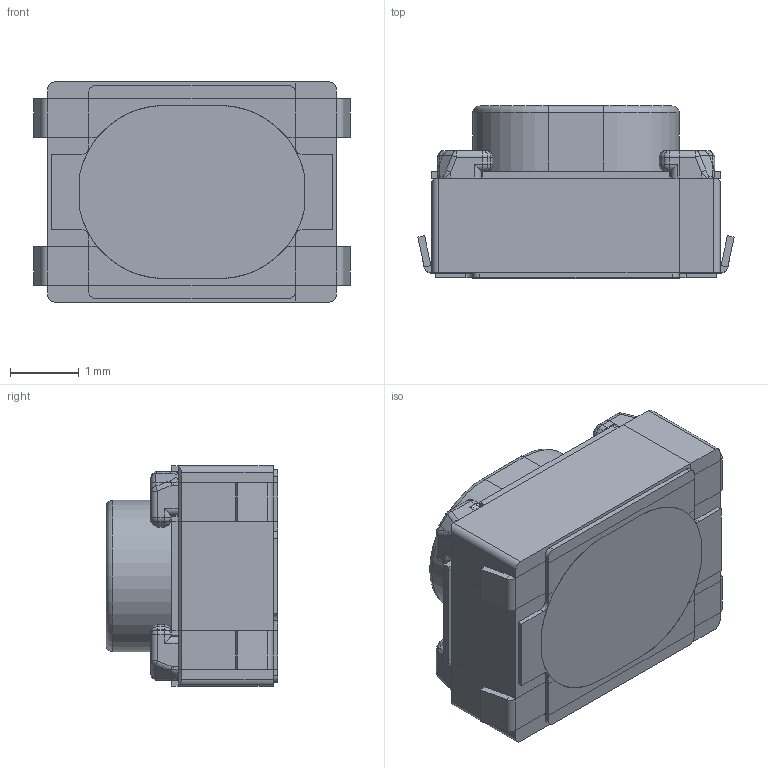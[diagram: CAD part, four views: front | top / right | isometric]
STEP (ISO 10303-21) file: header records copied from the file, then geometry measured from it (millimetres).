
FILE_DESCRIPTION (( 'STEP AP214' ), '1' );
FILE_NAME ('FA825B2A-FD37-4B75-8CAA-D896DA8BB7B9.STEP', '2025-01-25T07:53:59', ( '' ), ( '' ), 'SwSTEP 2.0', 'SolidWorks 2022', '' );
FILE_SCHEMA (( 'AUTOMOTIVE_DESIGN' ));
Length unit declared in the file: millimetre
Products named in the file (1): FA825B2A-FD37-4B75-8CAA-D896DA8BB7B9
Bounding box: 4.6 x 2.5 x 3.2 mm (x, y, z)
Volume: 26.3 mm3; surface area: 157.3 mm2
Topology: 28 solids, 28 shells, 627 faces, 1570 edges, 964 vertices
Faces by surface type: plane 313, cylinder 220, sphere 72, bspline 20, torus 2
Entity records: 18807 total; most frequent: CARTESIAN_POINT 3790, ORIENTED_EDGE 3084, DIRECTION 3064, EDGE_CURVE 1542, AXIS2_PLACEMENT_3D 1050, LINE 964, VECTOR 964, VERTEX_POINT 964
